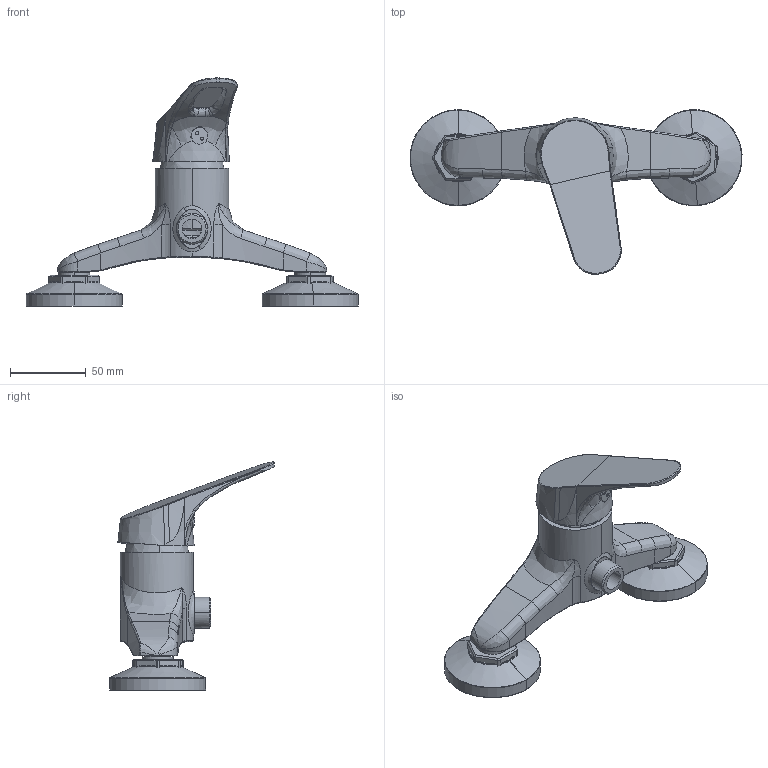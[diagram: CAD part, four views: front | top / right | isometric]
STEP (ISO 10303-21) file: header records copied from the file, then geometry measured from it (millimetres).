
FILE_DESCRIPTION (( 'STEP AP214' ), '1' );
FILE_NAME ('BLK.0025 3D.STEP', '2023-03-13T16:27:53', ( '' ), ( '' ), 'SwSTEP 2.0', 'SolidWorks 2022', '' );
FILE_SCHEMA (( 'AUTOMOTIVE_DESIGN' ));
Length unit declared in the file: millimetre
Products named in the file (12): manipulo.STEP; 0002-Oring__24,5x3_000000000000.STEP; BLK.0025 3D; 0002-Porca_sextavada_G3-4_000000000000.STEP; BLK.0025.STEP; 0002-Kit_excentricos_000000000000.STEP; espelho-maior.STEP; 0002-Pestana_000000000000.STEP; 0002-Kit_excentricos_000000000000-1.STEP; Vato banheira.STEP; distico.STEP; Roseta.STEP
Assembly tree (15 placements, depth 4):
  BLK.0025 3D
    BLK.0025.STEP
      0002-Kit_excentricos_000000000000.STEP
        espelho-maior.STEP
        0002-Oring__24,5x3_000000000000.STEP
      0002-Kit_excentricos_000000000000-1.STEP
        espelho-maior.STEP
        0002-Oring__24,5x3_000000000000.STEP
      Vato banheira.STEP
      Roseta.STEP
      manipulo.STEP
      distico.STEP
      0002-Pestana_000000000000.STEP  x2
      0002-Porca_sextavada_G3-4_000000000000.STEP  x2
Bounding box: 219.38 x 109.01 x 150.69 mm (x, y, z)
Volume: 107673.8 mm3; surface area: 95825.2 mm2
Topology: 13 solids, 13 shells, 661 faces, 1573 edges, 929 vertices
Faces by surface type: bspline 201, cylinder 185, plane 156, cone 60, torus 53, sphere 6
Entity records: 31538 total; most frequent: CARTESIAN_POINT 19849, ORIENTED_EDGE 2596, DIRECTION 1985, EDGE_CURVE 1298, AXIS2_PLACEMENT_3D 825, VERTEX_POINT 781, EDGE_LOOP 577, ADVANCED_FACE 547
